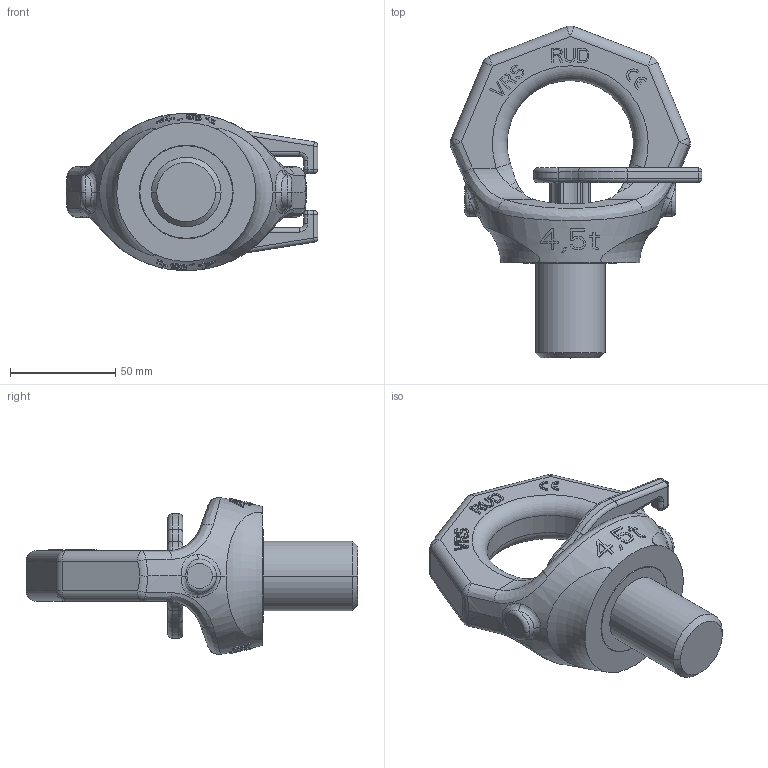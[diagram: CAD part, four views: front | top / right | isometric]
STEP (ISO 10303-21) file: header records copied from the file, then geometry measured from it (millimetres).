
FILE_DESCRIPTION((''),'2;1');
FILE_NAME('001-M35310-P-6_ASM','2018-08-21T',('Andreas.Wendler'),(''),'PRO/ENGINEER BY PARAMETRIC TECHNOLOGY CORPORATION, 2011490','PRO/ENGINEER BY PARAMETRIC TECHNOLOGY CORPORATION, 2011490','');
FILE_SCHEMA(('CONFIG_CONTROL_DESIGN'));
Length unit declared in the file: millimetre
Products named in the file (4): 001-M35310-P-1; 001-M32455-P-1; 001-M33195-P-1; 001-M35310-P-6_ASM
Assembly tree (3 placements, depth 2):
  001-M35310-P-6_ASM
    001-M35310-P-1
    001-M32455-P-1
    001-M33195-P-1
Bounding box: 119.54 x 157.58 x 74.56 mm (x, y, z)
Volume: 280963.9 mm3; surface area: 54958.6 mm2
Topology: 3 solids, 3 shells, 720 faces, 1946 edges, 1262 vertices
Faces by surface type: plane 546, cylinder 76, bspline 46, torus 28, sphere 22, cone 2
Entity records: 27147 total; most frequent: CARTESIAN_POINT 9730, ORIENTED_EDGE 3892, DIRECTION 3132, EDGE_CURVE 1946, VECTOR 1326, LINE 1326, VERTEX_POINT 1262, AXIS2_PLACEMENT_3D 903
